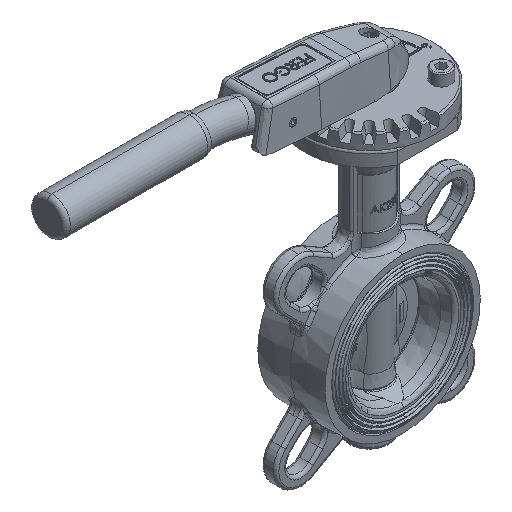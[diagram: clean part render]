
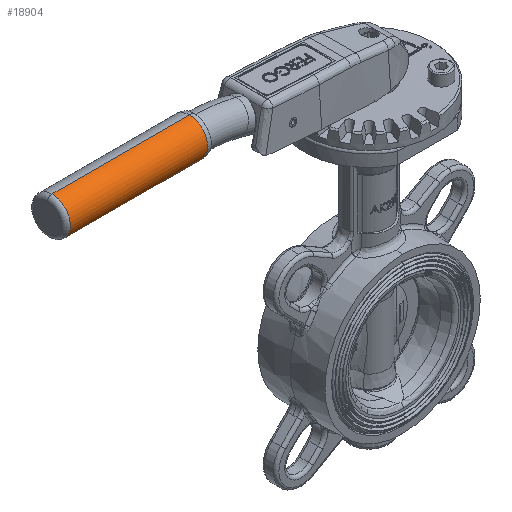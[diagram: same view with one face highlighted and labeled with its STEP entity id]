
A CAD part, isometric view. The second image highlights one B-rep face of the part: STEP entity #18904.
In plain terms, the highlighted cylindrical face has radius 12.65 mm (diameter 25.3 mm), a partial arc.
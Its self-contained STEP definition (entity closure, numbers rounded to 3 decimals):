
#3905 = FACE_OUTER_BOUND ( 'NONE', #80922, .T. ) ;
#5717 = DIRECTION ( 'NONE',  ( 0., 0., 1. ) ) ;
#6809 = ORIENTED_EDGE ( 'NONE', *, *, #44682, .T. ) ;
#7333 = CARTESIAN_POINT ( 'NONE',  ( -128.72, -27.642, 159.632 ) ) ;
#10479 = DIRECTION ( 'NONE',  ( 0., 0., 1. ) ) ;
#10629 = CARTESIAN_POINT ( 'NONE',  ( -230.72, -27.642, 159.632 ) ) ;
#10911 = ORIENTED_EDGE ( 'NONE', *, *, #56929, .F. ) ;
#11933 = VERTEX_POINT ( 'NONE', #7333 ) ;
#13350 = CARTESIAN_POINT ( 'NONE',  ( -128.72, -27.642, 146.982 ) ) ;
#14179 = CARTESIAN_POINT ( 'NONE',  ( -230.72, -27.642, 134.332 ) ) ;
#15728 = VERTEX_POINT ( 'NONE', #74630 ) ;
#16065 = ORIENTED_EDGE ( 'NONE', *, *, #84966, .F. ) ;
#16762 = AXIS2_PLACEMENT_3D ( 'NONE', #24920, #17727, #10479 ) ;
#17435 = LINE ( 'NONE', #10629, #88547 ) ;
#17727 = DIRECTION ( 'NONE',  ( 1., 0., 0. ) ) ;
#18904 = ADVANCED_FACE ( 'NONE', ( #3905 ), #46504, .T. ) ;
#19782 = VERTEX_POINT ( 'NONE', #52306 ) ;
#20991 = EDGE_CURVE ( 'NONE', #55228, #15728, #44258, .T. ) ;
#22255 = DIRECTION ( 'NONE',  ( 1., 0., 0. ) ) ;
#24920 = CARTESIAN_POINT ( 'NONE',  ( -222.72, -27.642, 146.982 ) ) ;
#25549 = VECTOR ( 'NONE', #22255, 1000. ) ;
#36437 = AXIS2_PLACEMENT_3D ( 'NONE', #13350, #56935, #64628 ) ;
#42448 = AXIS2_PLACEMENT_3D ( 'NONE', #80184, #87415, #5717 ) ;
#44258 = CIRCLE ( 'NONE', #16762, 12.65 ) ;
#44682 = EDGE_CURVE ( 'NONE', #15728, #19782, #55944, .T. ) ;
#46504 = CYLINDRICAL_SURFACE ( 'NONE', #42448, 12.65 ) ;
#52306 = CARTESIAN_POINT ( 'NONE',  ( -128.72, -27.642, 134.332 ) ) ;
#52382 = DIRECTION ( 'NONE',  ( 1., 0., 0. ) ) ;
#55228 = VERTEX_POINT ( 'NONE', #58109 ) ;
#55944 = LINE ( 'NONE', #14179, #25549 ) ;
#56929 = EDGE_CURVE ( 'NONE', #11933, #19782, #74191, .T. ) ;
#56935 = DIRECTION ( 'NONE',  ( 1., 0., 0. ) ) ;
#58109 = CARTESIAN_POINT ( 'NONE',  ( -222.72, -27.642, 159.632 ) ) ;
#64628 = DIRECTION ( 'NONE',  ( 0., 0., 1. ) ) ;
#74191 = CIRCLE ( 'NONE', #36437, 12.65 ) ;
#74630 = CARTESIAN_POINT ( 'NONE',  ( -222.72, -27.642, 134.332 ) ) ;
#80184 = CARTESIAN_POINT ( 'NONE',  ( -230.72, -27.642, 146.982 ) ) ;
#80922 = EDGE_LOOP ( 'NONE', ( #83089, #6809, #10911, #16065 ) ) ;
#83089 = ORIENTED_EDGE ( 'NONE', *, *, #20991, .T. ) ;
#84966 = EDGE_CURVE ( 'NONE', #55228, #11933, #17435, .T. ) ;
#87415 = DIRECTION ( 'NONE',  ( 1., 0., 0. ) ) ;
#88547 = VECTOR ( 'NONE', #52382, 1000. ) ;
